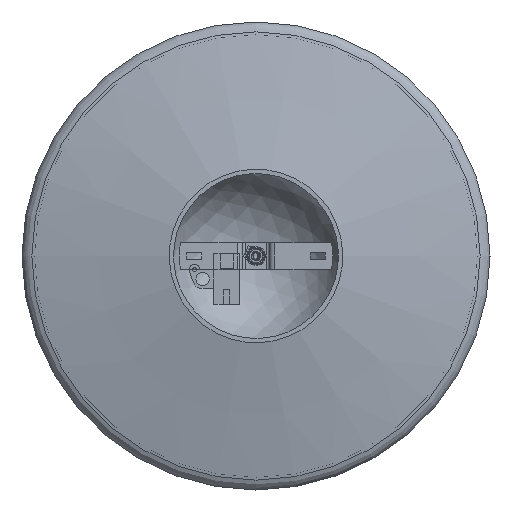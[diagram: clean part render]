
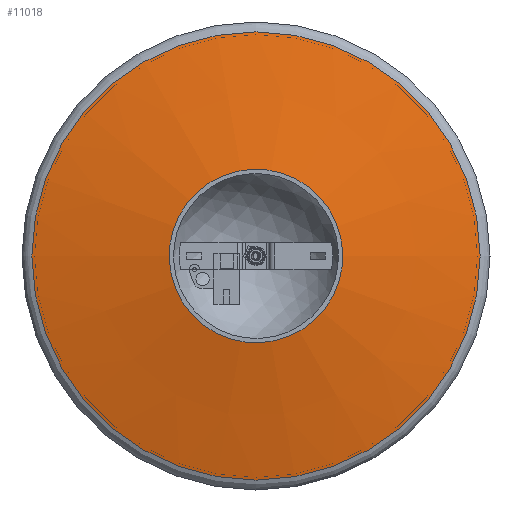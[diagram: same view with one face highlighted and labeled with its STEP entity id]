
A CAD part, front view. The second image highlights one B-rep face of the part: STEP entity #11018.
In plain terms, the highlighted conical face has half-angle 78 degrees and reference radius 92.547 mm.
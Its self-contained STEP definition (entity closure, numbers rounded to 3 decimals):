
#344=CONICAL_SURFACE('',#12451,92.547,1.361);
#801=LINE('',#21394,#1508);
#1508=VECTOR('',#14779,92.547);
#2672=FACE_OUTER_BOUND('',#3351,.T.);
#3351=EDGE_LOOP('',(#9026,#9027,#9028,#9029,#9030,#9031));
#4338=CIRCLE('',#12449,167.855);
#4340=CIRCLE('',#12452,25.132);
#4341=CIRCLE('',#12453,25.132);
#4342=CIRCLE('',#12454,25.132);
#5091=VERTEX_POINT('',#21385);
#5092=VERTEX_POINT('',#21389);
#5093=VERTEX_POINT('',#21390);
#5094=VERTEX_POINT('',#21392);
#6494=EDGE_CURVE('',#5091,#5091,#4338,.T.);
#6496=EDGE_CURVE('',#5092,#5093,#4340,.T.);
#6497=EDGE_CURVE('',#5094,#5092,#4341,.T.);
#6498=EDGE_CURVE('',#5094,#5091,#801,.T.);
#6499=EDGE_CURVE('',#5093,#5094,#4342,.T.);
#9026=ORIENTED_EDGE('',*,*,#6496,.F.);
#9027=ORIENTED_EDGE('',*,*,#6497,.F.);
#9028=ORIENTED_EDGE('',*,*,#6498,.T.);
#9029=ORIENTED_EDGE('',*,*,#6494,.F.);
#9030=ORIENTED_EDGE('',*,*,#6498,.F.);
#9031=ORIENTED_EDGE('',*,*,#6499,.F.);
#11018=ADVANCED_FACE('',(#2672),#344,.T.);
#12449=AXIS2_PLACEMENT_3D('',#21386,#14769,#14770);
#12451=AXIS2_PLACEMENT_3D('',#21388,#14773,#14774);
#12452=AXIS2_PLACEMENT_3D('',#21391,#14775,#14776);
#12453=AXIS2_PLACEMENT_3D('',#21393,#14777,#14778);
#12454=AXIS2_PLACEMENT_3D('',#21395,#14780,#14781);
#14769=DIRECTION('center_axis',(0.,1.,0.));
#14770=DIRECTION('ref_axis',(1.,0.,0.));
#14773=DIRECTION('center_axis',(0.,1.,0.));
#14774=DIRECTION('ref_axis',(1.,0.,0.));
#14775=DIRECTION('center_axis',(0.,-1.,0.));
#14776=DIRECTION('ref_axis',(-1.,0.,0.));
#14777=DIRECTION('center_axis',(0.,-1.,0.));
#14778=DIRECTION('ref_axis',(-1.,0.,0.));
#14779=DIRECTION('',(-0.978,0.208,0.));
#14780=DIRECTION('center_axis',(0.,-1.,0.));
#14781=DIRECTION('ref_axis',(-1.,0.,0.));
#21385=CARTESIAN_POINT('',(-167.855,57.859,0.));
#21386=CARTESIAN_POINT('Origin',(0.,57.859,
0.));
#21388=CARTESIAN_POINT('Origin',(0.,41.852,0.));
#21389=CARTESIAN_POINT('',(25.132,27.522,0.));
#21390=CARTESIAN_POINT('',(0.,27.522,25.132));
#21391=CARTESIAN_POINT('Origin',(0.,27.522,0.));
#21392=CARTESIAN_POINT('',(-25.132,27.522,0.));
#21393=CARTESIAN_POINT('Origin',(0.,27.522,0.));
#21394=CARTESIAN_POINT('',(-92.547,41.852,0.));
#21395=CARTESIAN_POINT('Origin',(0.,27.522,0.));
